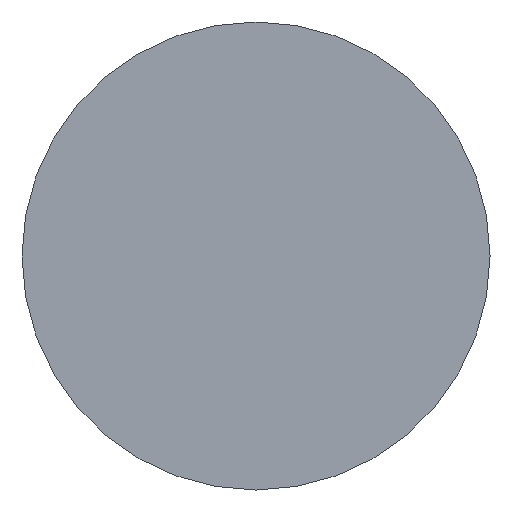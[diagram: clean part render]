
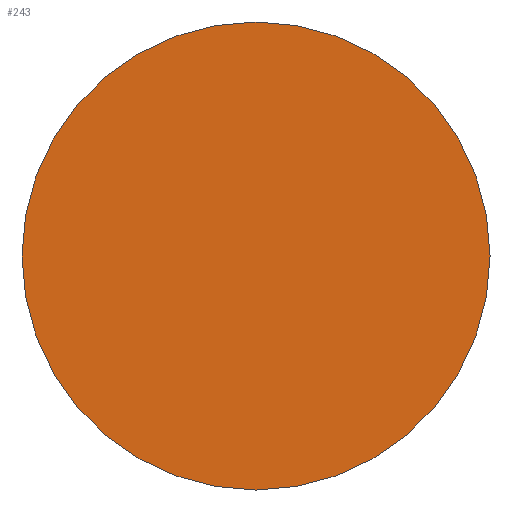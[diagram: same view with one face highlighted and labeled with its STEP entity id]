
A CAD part, front view. The second image highlights one B-rep face of the part: STEP entity #243.
In plain terms, the highlighted planar face has unit normal (0, -1, 0).
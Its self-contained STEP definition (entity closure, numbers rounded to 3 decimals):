
#119=EDGE_CURVE('',#161,#231,#294,.T.);
#139=EDGE_CURVE('',#231,#161,#315,.T.);
#161=VERTEX_POINT('',#342);
#231=VERTEX_POINT('',#424);
#243=ADVANCED_FACE('',(#437),#438,.T.);
#294=CIRCLE('',#488,30.0);
#315=CIRCLE('',#514,30.0);
#342=CARTESIAN_POINT('',(30.0,-40.0,0.));
#424=CARTESIAN_POINT('',(-30.0,-40.0,0.));
#437=FACE_OUTER_BOUND('',#668,.T.);
#438=PLANE('',#669);
#488=AXIS2_PLACEMENT_3D('',#702,#703,#704);
#514=AXIS2_PLACEMENT_3D('',#715,#716,#717);
#668=EDGE_LOOP('',(#889,#890));
#669=AXIS2_PLACEMENT_3D('',#891,#892,#893);
#702=CARTESIAN_POINT('',(0.0,-40.0,0.));
#703=DIRECTION('',(0.0,-1.0,0.));
#704=DIRECTION('',(1.0,0.0,0.0));
#715=CARTESIAN_POINT('',(0.0,-40.0,0.));
#716=DIRECTION('',(0.0,-1.0,0.));
#717=DIRECTION('',(1.0,0.0,0.0));
#889=ORIENTED_EDGE('',*,*,#119,.T.);
#890=ORIENTED_EDGE('',*,*,#139,.T.);
#891=CARTESIAN_POINT('',(0.0,-40.0,0.));
#892=DIRECTION('',(0.0,-1.0,0.));
#893=DIRECTION('',(1.0,0.0,0.0));
